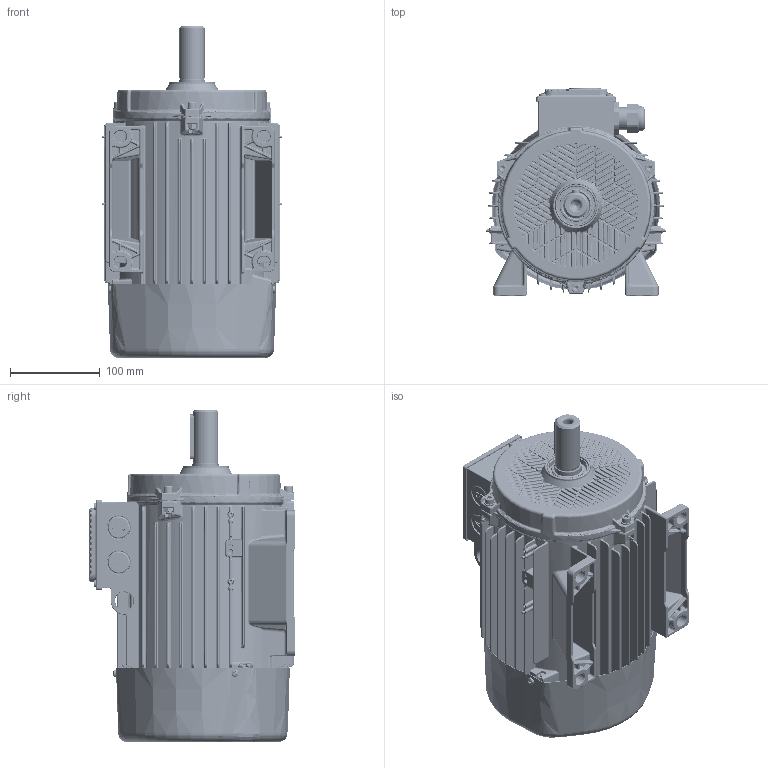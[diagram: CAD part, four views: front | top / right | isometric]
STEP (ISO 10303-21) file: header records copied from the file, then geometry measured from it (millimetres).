
FILE_DESCRIPTION(/* description */ (''),/* implementation_level */ '2;1');
FILE_NAME(/* name */ '6722309xx-AA DIS GORUNUS QN 100 PA UZUN GOVDE AYAKLI.stp',/* time_stamp */ '2022-01-11T13:18:41+03:00',/* author */ (''),/* organization */ (''),/* preprocessor_version */ 'ST-DEVELOPER v16',/* originating_system */ 'SIEMENS PLM Software NX 11.0',/* authorisation */ '');
FILE_SCHEMA (('AUTOMOTIVE_DESIGN { 1 0 10303 214 3 1 1 1 }'));
Length unit declared in the file: millimetre
Products named in the file (1): C90127E0127Fj83y
Bounding box: 200 x 230.5 x 370 mm (x, y, z)
Surface area: 896144.8 mm2 (no closed solid volume)
Topology: 0 solids, 50 shells, 14485 faces, 34912 edges, 19789 vertices
Faces by surface type: bspline 5132, cylinder 4378, plane 2923, sphere 913, torus 767, cone 370, extrusion 2
Full cylindrical faces by diameter (mm): 2 x2, 2.5 x2, 3 x2, 4 x17, 5 x6, 6 x6, 8 x8, 8.5 x1, 10 x6, 10.5 x1, 25 x2, 27.4 x1, 28 x1, 28.6 x1, 28.9 x1, 29.4 x2, 30 x4, 32.94 x2, 34 x4, 35 x2, 35.5 x2, 35.6 x1, 43.4 x2, 43.6 x4, 45.6 x4, 46 x2, 47 x2, 62 x4, 62.6 x2, 65 x2
Entity records: 520853 total; most frequent: CARTESIAN_POINT 219146, ORIENTED_EDGE 66650, DIRECTION 57901, EDGE_CURVE 33325, AXIS2_PLACEMENT_3D 23869, VERTEX_POINT 19609, EDGE_LOOP 15540, ADVANCED_FACE 14478
